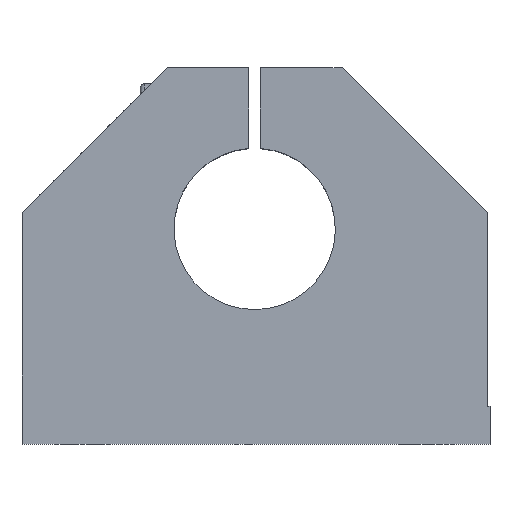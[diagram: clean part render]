
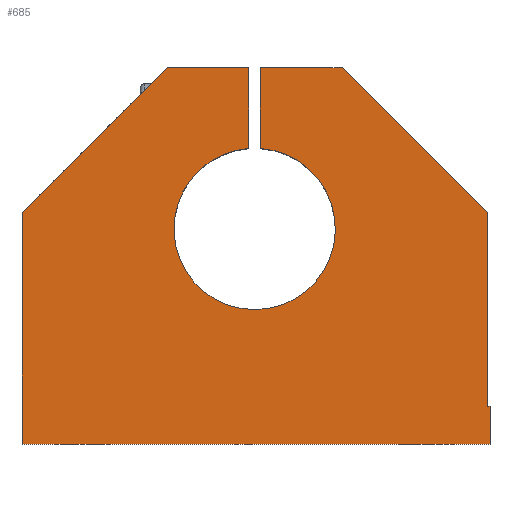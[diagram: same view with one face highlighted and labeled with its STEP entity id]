
A CAD part, top view. The second image highlights one B-rep face of the part: STEP entity #685.
In plain terms, the highlighted planar face has unit normal (0, 0, 1).
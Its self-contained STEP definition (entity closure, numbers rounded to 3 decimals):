
#67=CIRCLE('',#766,15.);
#107=FACE_OUTER_BOUND('',#158,.T.);
#158=EDGE_LOOP('',(#608,#609,#610,#611,#612,#613,#614,#615,#616,#617,#618,
#619));
#160=LINE('',#971,#222);
#165=LINE('',#980,#227);
#186=LINE('',#1079,#248);
#194=LINE('',#1129,#256);
#204=LINE('',#1175,#266);
#212=LINE('',#1191,#274);
#213=LINE('',#1194,#275);
#215=LINE('',#1198,#277);
#218=LINE('',#1205,#280);
#219=LINE('',#1207,#281);
#220=LINE('',#1209,#282);
#222=VECTOR('',#776,10.);
#227=VECTOR('',#783,10.);
#248=VECTOR('',#844,10.);
#256=VECTOR('',#870,10.);
#266=VECTOR('',#926,10.);
#274=VECTOR('',#940,10.);
#275=VECTOR('',#943,10.);
#277=VECTOR('',#947,10.);
#280=VECTOR('',#956,10.);
#281=VECTOR('',#959,10.);
#282=VECTOR('',#962,10.);
#283=VERTEX_POINT('',#967);
#285=VERTEX_POINT('',#970);
#287=VERTEX_POINT('',#976);
#310=VERTEX_POINT('',#1077);
#311=VERTEX_POINT('',#1078);
#321=VERTEX_POINT('',#1126);
#322=VERTEX_POINT('',#1128);
#335=VERTEX_POINT('',#1173);
#340=VERTEX_POINT('',#1189);
#341=VERTEX_POINT('',#1193);
#342=VERTEX_POINT('',#1197);
#343=VERTEX_POINT('',#1201);
#345=EDGE_CURVE('',#283,#285,#160,.T.);
#350=EDGE_CURVE('',#285,#287,#165,.T.);
#381=EDGE_CURVE('',#310,#311,#186,.T.);
#395=EDGE_CURVE('',#321,#322,#194,.T.);
#417=EDGE_CURVE('',#335,#310,#204,.T.);
#426=EDGE_CURVE('',#340,#321,#212,.T.);
#427=EDGE_CURVE('',#322,#341,#213,.T.);
#429=EDGE_CURVE('',#341,#342,#215,.T.);
#431=EDGE_CURVE('',#342,#343,#67,.T.);
#433=EDGE_CURVE('',#343,#335,#218,.T.);
#434=EDGE_CURVE('',#311,#283,#219,.T.);
#435=EDGE_CURVE('',#287,#340,#220,.T.);
#608=ORIENTED_EDGE('',*,*,#381,.F.);
#609=ORIENTED_EDGE('',*,*,#417,.F.);
#610=ORIENTED_EDGE('',*,*,#433,.F.);
#611=ORIENTED_EDGE('',*,*,#431,.F.);
#612=ORIENTED_EDGE('',*,*,#429,.F.);
#613=ORIENTED_EDGE('',*,*,#427,.F.);
#614=ORIENTED_EDGE('',*,*,#395,.F.);
#615=ORIENTED_EDGE('',*,*,#426,.F.);
#616=ORIENTED_EDGE('',*,*,#435,.F.);
#617=ORIENTED_EDGE('',*,*,#350,.F.);
#618=ORIENTED_EDGE('',*,*,#345,.F.);
#619=ORIENTED_EDGE('',*,*,#434,.F.);
#646=PLANE('',#770);
#685=ADVANCED_FACE('',(#107),#646,.T.);
#766=AXIS2_PLACEMENT_3D('',#1202,#951,#952);
#770=AXIS2_PLACEMENT_3D('',#1210,#963,#964);
#776=DIRECTION('',(1.,0.,0.));
#783=DIRECTION('',(0.,-1.,0.));
#844=DIRECTION('',(0.707,-0.707,0.));
#870=DIRECTION('',(0.707,0.707,0.));
#926=DIRECTION('',(1.,0.,0.));
#940=DIRECTION('',(0.,1.,0.));
#943=DIRECTION('',(1.,0.,0.));
#947=DIRECTION('',(0.,-1.,0.));
#951=DIRECTION('center_axis',(0.,0.,1.));
#952=DIRECTION('ref_axis',(0.072,-0.997,0.));
#956=DIRECTION('',(0.,1.,0.));
#959=DIRECTION('',(0.,-1.,0.));
#962=DIRECTION('',(-1.,0.,0.));
#963=DIRECTION('center_axis',(0.,0.,1.));
#964=DIRECTION('ref_axis',(1.,0.,0.));
#967=CARTESIAN_POINT('',(43.25,-28.,19.5));
#970=CARTESIAN_POINT('',(43.75,-28.,19.5));
#971=CARTESIAN_POINT('',(43.25,-28.,19.5));
#976=CARTESIAN_POINT('',(43.75,-35.,19.5));
#980=CARTESIAN_POINT('',(43.75,-28.,19.5));
#1077=CARTESIAN_POINT('',(16.25,35.,19.5));
#1078=CARTESIAN_POINT('',(43.25,8.,19.5));
#1079=CARTESIAN_POINT('',(26.932,24.318,19.5));
#1126=CARTESIAN_POINT('',(-43.25,8.,19.5));
#1128=CARTESIAN_POINT('',(-16.25,35.,19.5));
#1129=CARTESIAN_POINT('',(-26.932,24.318,19.5));
#1173=CARTESIAN_POINT('',(1.075,35.,19.5));
#1175=CARTESIAN_POINT('',(43.25,35.,19.5));
#1189=CARTESIAN_POINT('',(-43.25,-35.,19.5));
#1191=CARTESIAN_POINT('',(-43.25,35.,19.5));
#1193=CARTESIAN_POINT('',(-1.075,35.,19.5));
#1194=CARTESIAN_POINT('',(-1.075,35.,19.5));
#1197=CARTESIAN_POINT('',(-1.075,19.961,19.5));
#1198=CARTESIAN_POINT('',(-1.075,19.961,19.5));
#1201=CARTESIAN_POINT('',(1.075,19.961,19.5));
#1202=CARTESIAN_POINT('Origin',(0.,5.,19.5));
#1205=CARTESIAN_POINT('',(1.075,35.,19.5));
#1207=CARTESIAN_POINT('',(43.25,-35.,19.5));
#1209=CARTESIAN_POINT('',(-43.25,-35.,19.5));
#1210=CARTESIAN_POINT('Origin',(0.,3.022,
19.5));
